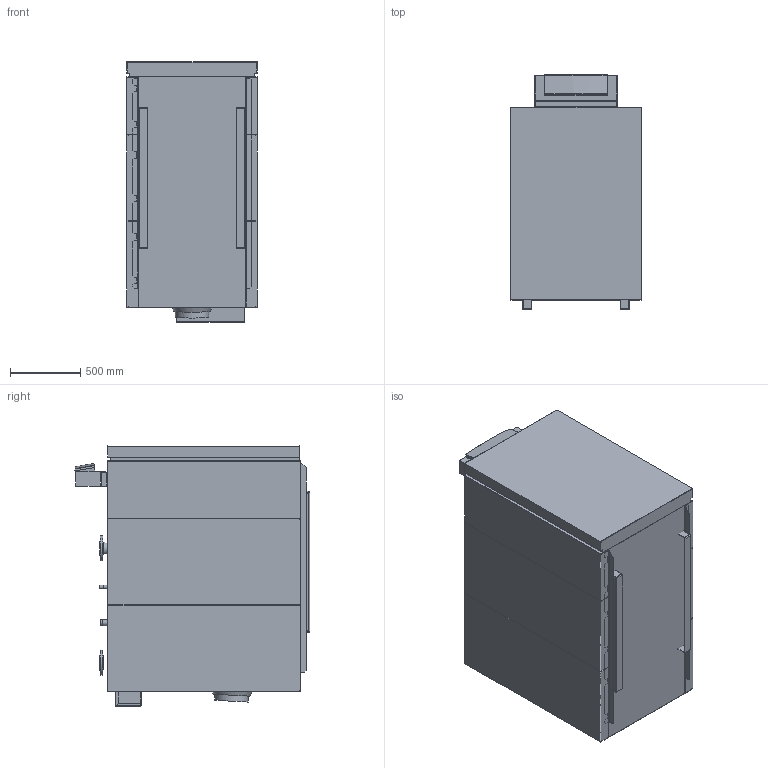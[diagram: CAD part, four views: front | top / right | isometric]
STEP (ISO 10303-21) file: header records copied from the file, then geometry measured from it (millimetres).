
FILE_DESCRIPTION(/* description */ (''),/* implementation_level */ '2;1');
FILE_NAME(/* name */ 'Vitocrossal 200 CM2-311.stp',/* time_stamp */ '2021-01-11T11:44:59-05:00',/* author */ ('pfid'),/* organization */ (''),/* preprocessor_version */ 'ST-DEVELOPER v18',/* originating_system */ 'Autodesk Inventor 2020',/* authorisation */ '');
FILE_SCHEMA (('AUTOMOTIVE_DESIGN { 1 0 10303 214 3 1 1 }'));
Length unit declared in the file: inch
Products named in the file (2): Vitocrossal 200 CM2-186,246,311 Redux; Vitocrossal 200 CM2-186,246,311 Redux_Substitute_5
Assembly tree (1 placements, depth 2):
  Vitocrossal 200 CM2-186,246,311 Redux
    Vitocrossal 200 CM2-186,246,311 Redux_Substitute_5
Bounding box: 930 x 1675.68 x 1852 mm (x, y, z)
Surface area: 12670112.8 mm2 (no closed solid volume)
Topology: 0 solids, 96 shells, 127 faces, 780 edges, 733 vertices
Faces by surface type: plane 102, cylinder 17, cone 4, bspline 3, torus 1
Full cylindrical faces by diameter (mm): 25 x1, 26.7 x1, 42.2 x1, 177.8 x2, 238 x1
Entity records: 8367 total; most frequent: CARTESIAN_POINT 2375, DIRECTION 1082, ORIENTED_EDGE 826, EDGE_CURVE 776, VERTEX_POINT 733, LINE 666, VECTOR 666, AXIS2_PLACEMENT_3D 208
